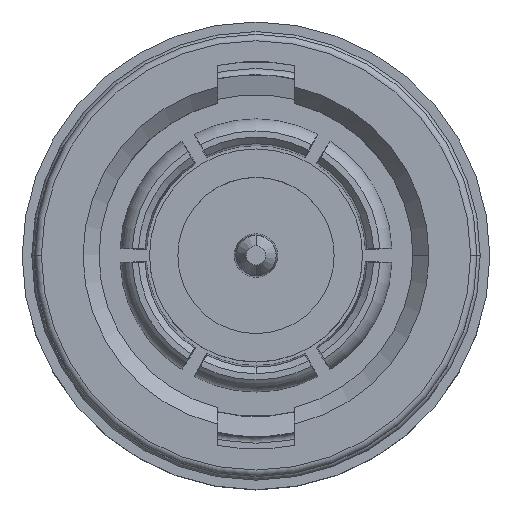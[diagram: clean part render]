
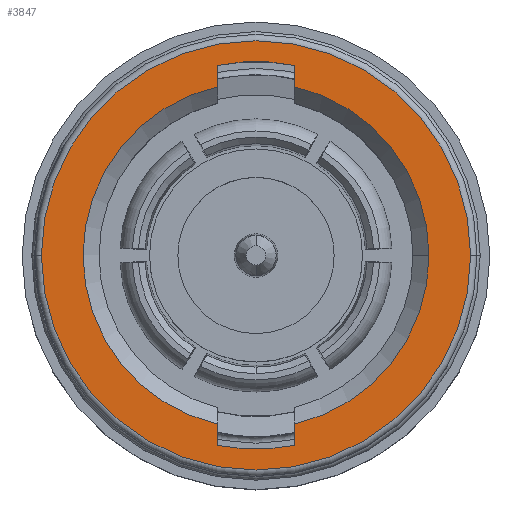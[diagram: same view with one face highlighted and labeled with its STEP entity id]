
A CAD part, top view. The second image highlights one B-rep face of the part: STEP entity #3847.
In plain terms, the highlighted planar face has unit normal (0, 0, 1).
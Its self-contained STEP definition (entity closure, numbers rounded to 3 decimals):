
#59 = DIRECTION ( 'NONE',  ( -1., 0., 0. ) ) ;
#249 = CARTESIAN_POINT ( 'NONE',  ( 0., 0., 0.85 ) ) ;
#438 = EDGE_CURVE ( 'NONE', #8466, #6593, #11894, .T. ) ;
#720 = ORIENTED_EDGE ( 'NONE', *, *, #753, .T. ) ;
#753 = EDGE_CURVE ( 'NONE', #3706, #12517, #14777, .T. ) ;
#896 = VERTEX_POINT ( 'NONE', #8918 ) ;
#931 = CARTESIAN_POINT ( 'NONE',  ( 0., 0., 0.85 ) ) ;
#968 = CIRCLE ( 'NONE', #1059, 5.4 ) ;
#1044 = DIRECTION ( 'NONE',  ( -1., 0., 0. ) ) ;
#1059 = AXIS2_PLACEMENT_3D ( 'NONE', #931, #9491, #2163 ) ;
#1102 = EDGE_CURVE ( 'NONE', #3903, #5307, #3144, .T. ) ;
#1229 = DIRECTION ( 'NONE',  ( 0., 0., -1. ) ) ;
#1383 = VERTEX_POINT ( 'NONE', #14184 ) ;
#1479 = ORIENTED_EDGE ( 'NONE', *, *, #2778, .F. ) ;
#1486 = DIRECTION ( 'NONE',  ( 1., 0., 0. ) ) ;
#1959 = DIRECTION ( 'NONE',  ( 0., 0., 1. ) ) ;
#2139 = CARTESIAN_POINT ( 'NONE',  ( 1.2, 5.265, 0.85 ) ) ;
#2163 = DIRECTION ( 'NONE',  ( 1., 0., 0. ) ) ;
#2221 = CARTESIAN_POINT ( 'NONE',  ( 0., 0., 0.85 ) ) ;
#2258 = CARTESIAN_POINT ( 'NONE',  ( 0., 0., 0.85 ) ) ;
#2778 = EDGE_CURVE ( 'NONE', #6593, #9403, #4718, .T. ) ;
#2989 = AXIS2_PLACEMENT_3D ( 'NONE', #8534, #1229, #9791 ) ;
#3144 = LINE ( 'NONE', #4236, #12601 ) ;
#3239 = AXIS2_PLACEMENT_3D ( 'NONE', #14791, #7387, #59 ) ;
#3344 = ORIENTED_EDGE ( 'NONE', *, *, #14473, .F. ) ;
#3433 = AXIS2_PLACEMENT_3D ( 'NONE', #2258, #10852, #3464 ) ;
#3464 = DIRECTION ( 'NONE',  ( -1., 0., 0. ) ) ;
#3471 = DIRECTION ( 'NONE',  ( 0., 0., 1. ) ) ;
#3706 = VERTEX_POINT ( 'NONE', #6640 ) ;
#3784 = ORIENTED_EDGE ( 'NONE', *, *, #11778, .F. ) ;
#3847 = ADVANCED_FACE ( 'NONE', ( #7725, #13944 ), #8485, .F. ) ;
#3903 = VERTEX_POINT ( 'NONE', #11147 ) ;
#4019 = CARTESIAN_POINT ( 'NONE',  ( -1.2, -4.751, 0.85 ) ) ;
#4200 = EDGE_CURVE ( 'NONE', #896, #1383, #11979, .T. ) ;
#4236 = CARTESIAN_POINT ( 'NONE',  ( 1.2, -4.751, 0.85 ) ) ;
#4448 = VECTOR ( 'NONE', #15147, 1000. ) ;
#4471 = ORIENTED_EDGE ( 'NONE', *, *, #10429, .F. ) ;
#4588 = VERTEX_POINT ( 'NONE', #8272 ) ;
#4713 = DIRECTION ( 'NONE',  ( 0., 0., 1. ) ) ;
#4718 = LINE ( 'NONE', #13529, #5884 ) ;
#5020 = VECTOR ( 'NONE', #10124, 1000. ) ;
#5071 = DIRECTION ( 'NONE',  ( 0., 1., 0. ) ) ;
#5307 = VERTEX_POINT ( 'NONE', #13848 ) ;
#5808 = VERTEX_POINT ( 'NONE', #15969 ) ;
#5884 = VECTOR ( 'NONE', #5071, 1000. ) ;
#6178 = ORIENTED_EDGE ( 'NONE', *, *, #4200, .F. ) ;
#6593 = VERTEX_POINT ( 'NONE', #2139 ) ;
#6640 = CARTESIAN_POINT ( 'NONE',  ( 6.7, 0., 0.85 ) ) ;
#6745 = ORIENTED_EDGE ( 'NONE', *, *, #1102, .F. ) ;
#6908 = DIRECTION ( 'NONE',  ( 1., 0., 0. ) ) ;
#6926 = CIRCLE ( 'NONE', #3433, 6.7 ) ;
#7174 = CARTESIAN_POINT ( 'NONE',  ( -6.7, 0., 0.85 ) ) ;
#7387 = DIRECTION ( 'NONE',  ( 0., 0., 1. ) ) ;
#7635 = CIRCLE ( 'NONE', #3239, 6.05 ) ;
#7715 = LINE ( 'NONE', #4019, #4448 ) ;
#7725 = FACE_OUTER_BOUND ( 'NONE', #13876, .T. ) ;
#8272 = CARTESIAN_POINT ( 'NONE',  ( -1.2, -5.265, 0.85 ) ) ;
#8466 = VERTEX_POINT ( 'NONE', #13228 ) ;
#8485 = PLANE ( 'NONE',  #2989 ) ;
#8534 = CARTESIAN_POINT ( 'NONE',  ( 0., 0., 0.85 ) ) ;
#8788 = DIRECTION ( 'NONE',  ( 0., 0., 1. ) ) ;
#8881 = EDGE_CURVE ( 'NONE', #12517, #3706, #6926, .T. ) ;
#8918 = CARTESIAN_POINT ( 'NONE',  ( -1.2, 5.93, 0.85 ) ) ;
#9403 = VERTEX_POINT ( 'NONE', #11067 ) ;
#9491 = DIRECTION ( 'NONE',  ( 0., 0., 1. ) ) ;
#9575 = AXIS2_PLACEMENT_3D ( 'NONE', #14177, #1959, #6908 ) ;
#9791 = DIRECTION ( 'NONE',  ( -1., 0., 0. ) ) ;
#10124 = DIRECTION ( 'NONE',  ( 0., -1., 0. ) ) ;
#10381 = ORIENTED_EDGE ( 'NONE', *, *, #8881, .T. ) ;
#10429 = EDGE_CURVE ( 'NONE', #4588, #5808, #7715, .T. ) ;
#10574 = ORIENTED_EDGE ( 'NONE', *, *, #438, .F. ) ;
#10852 = DIRECTION ( 'NONE',  ( 0., 0., 1. ) ) ;
#11067 = CARTESIAN_POINT ( 'NONE',  ( 1.2, 5.93, 0.85 ) ) ;
#11147 = CARTESIAN_POINT ( 'NONE',  ( 1.2, -5.93, 0.85 ) ) ;
#11165 = EDGE_CURVE ( 'NONE', #5307, #8466, #12535, .T. ) ;
#11380 = CARTESIAN_POINT ( 'NONE',  ( -1.2, 4.751, 0.85 ) ) ;
#11778 = EDGE_CURVE ( 'NONE', #9403, #896, #7635, .T. ) ;
#11894 = CIRCLE ( 'NONE', #9575, 5.4 ) ;
#11912 = AXIS2_PLACEMENT_3D ( 'NONE', #12116, #4713, #13343 ) ;
#11979 = LINE ( 'NONE', #11380, #5020 ) ;
#12116 = CARTESIAN_POINT ( 'NONE',  ( 0., 0., 0.85 ) ) ;
#12517 = VERTEX_POINT ( 'NONE', #7174 ) ;
#12535 = CIRCLE ( 'NONE', #11912, 5.4 ) ;
#12601 = VECTOR ( 'NONE', #12896, 1000. ) ;
#12773 = EDGE_LOOP ( 'NONE', ( #3784, #1479, #10574, #15439, #6745, #3344, #4471, #13995, #6178 ) ) ;
#12896 = DIRECTION ( 'NONE',  ( 0., 1., 0. ) ) ;
#13228 = CARTESIAN_POINT ( 'NONE',  ( 5.4, 0., 0.85 ) ) ;
#13343 = DIRECTION ( 'NONE',  ( 1., 0., 0. ) ) ;
#13529 = CARTESIAN_POINT ( 'NONE',  ( 1.2, 4.751, 0.85 ) ) ;
#13848 = CARTESIAN_POINT ( 'NONE',  ( 1.2, -5.265, 0.85 ) ) ;
#13876 = EDGE_LOOP ( 'NONE', ( #10381, #720 ) ) ;
#13879 = CIRCLE ( 'NONE', #14975, 6.05 ) ;
#13944 = FACE_BOUND ( 'NONE', #12773, .T. ) ;
#13995 = ORIENTED_EDGE ( 'NONE', *, *, #14673, .F. ) ;
#14177 = CARTESIAN_POINT ( 'NONE',  ( 0., 0., 0.85 ) ) ;
#14184 = CARTESIAN_POINT ( 'NONE',  ( -1.2, 5.265, 0.85 ) ) ;
#14280 = AXIS2_PLACEMENT_3D ( 'NONE', #2221, #3471, #1044 ) ;
#14473 = EDGE_CURVE ( 'NONE', #5808, #3903, #13879, .T. ) ;
#14673 = EDGE_CURVE ( 'NONE', #1383, #4588, #968, .T. ) ;
#14777 = CIRCLE ( 'NONE', #14280, 6.7 ) ;
#14791 = CARTESIAN_POINT ( 'NONE',  ( 0., 0., 0.85 ) ) ;
#14975 = AXIS2_PLACEMENT_3D ( 'NONE', #249, #8788, #1486 ) ;
#15147 = DIRECTION ( 'NONE',  ( 0., -1., 0. ) ) ;
#15439 = ORIENTED_EDGE ( 'NONE', *, *, #11165, .F. ) ;
#15969 = CARTESIAN_POINT ( 'NONE',  ( -1.2, -5.93, 0.85 ) ) ;
